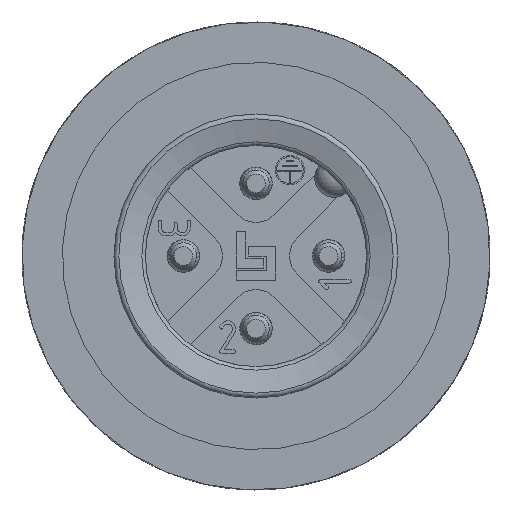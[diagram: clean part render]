
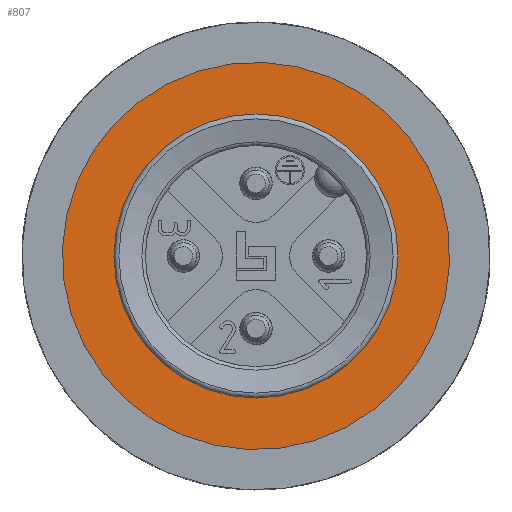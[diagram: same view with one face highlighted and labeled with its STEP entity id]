
A CAD part, left-side view. The second image highlights one B-rep face of the part: STEP entity #807.
In plain terms, the highlighted planar face has unit normal (-1, 0, 0).
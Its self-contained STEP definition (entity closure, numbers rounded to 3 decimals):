
#807=ADVANCED_FACE('',(#1247,#1248),#1048,.T.);
#1048=PLANE('',#5329);
#1158=CIRCLE('',#5183,8.8);
#1170=CIRCLE('',#5328,12.);
#1247=FACE_BOUND('',#1481,.T.);
#1248=FACE_BOUND('',#1482,.T.);
#1481=EDGE_LOOP('',(#2513));
#1482=EDGE_LOOP('',(#2514));
#2513=ORIENTED_EDGE('',*,*,#3663,.T.);
#2514=ORIENTED_EDGE('',*,*,#4122,.T.);
#3163=VERTEX_POINT('',#7020);
#3488=VERTEX_POINT('',#8605);
#3663=EDGE_CURVE('',#3163,#3163,#1158,.T.);
#4122=EDGE_CURVE('',#3488,#3488,#1170,.T.);
#5183=AXIS2_PLACEMENT_3D('',#7019,#5610,#5611);
#5328=AXIS2_PLACEMENT_3D('',#8604,#6210,#6211);
#5329=AXIS2_PLACEMENT_3D('',#8606,#6212,#6213);
#5610=DIRECTION('',(1.,0.,0.));
#5611=DIRECTION('',(0.,0.,1.));
#6210=DIRECTION('',(-1.,0.,0.));
#6211=DIRECTION('',(0.,0.924,0.382));
#6212=DIRECTION('',(-1.,0.,0.));
#6213=DIRECTION('',(0.,0.924,0.382));
#7019=CARTESIAN_POINT('',(3.6,0.,0.));
#7020=CARTESIAN_POINT('',(3.6,0.,8.8));
#8604=CARTESIAN_POINT('',(3.6,0.,0.));
#8605=CARTESIAN_POINT('',(3.6,11.091,4.582));
#8606=CARTESIAN_POINT('',(3.6,0.,0.));
